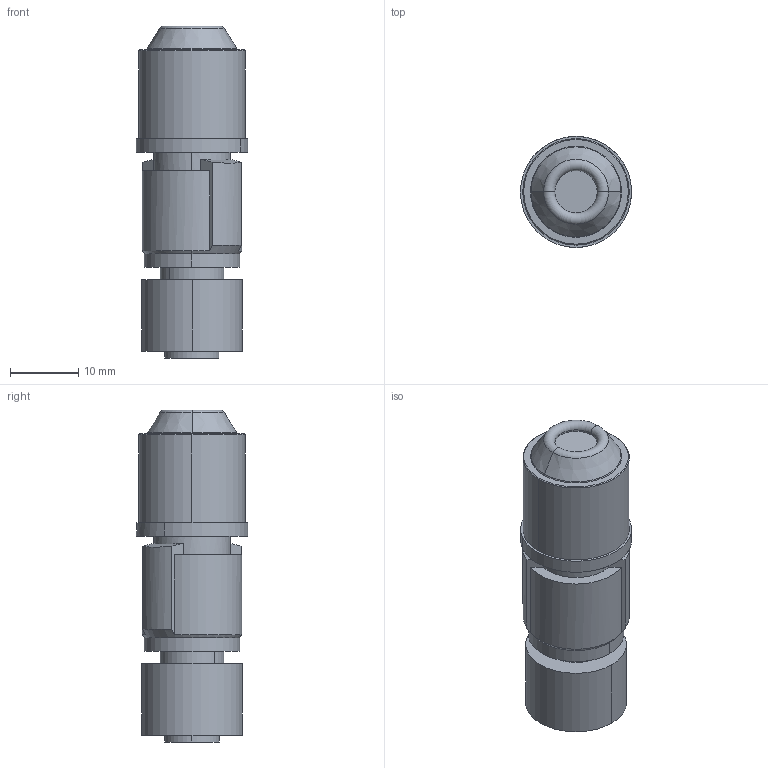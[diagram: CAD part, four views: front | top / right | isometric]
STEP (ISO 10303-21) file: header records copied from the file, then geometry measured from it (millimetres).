
FILE_DESCRIPTION((''),'2;1');
FILE_NAME('V1-G-Q3','2008-02-13T',('P+F'),(''),'PRO/ENGINEER BY PARAMETRIC TECHNOLOGY CORPORATION, 2006300','PRO/ENGINEER BY PARAMETRIC TECHNOLOGY CORPORATION, 2006300','');
FILE_SCHEMA(('CONFIG_CONTROL_DESIGN'));
Length unit declared in the file: millimetre
Products named in the file (1): SACC-M12FS-4QO-0_34-26400
Bounding box: 16.3 x 16.3 x 48.69 mm (x, y, z)
Volume: 7896.2 mm3; surface area: 2999.3 mm2
Topology: 1 solids, 2 shells, 71 faces, 168 edges, 112 vertices
Faces by surface type: cylinder 36, plane 25, cone 6, torus 4
Entity records: 2697 total; most frequent: DIRECTION 398, CARTESIAN_POINT 397, ORIENTED_EDGE 336, EDGE_CURVE 168, AXIS2_PLACEMENT_3D 167, VERTEX_POINT 112, CIRCLE 96, EDGE_LOOP 82
